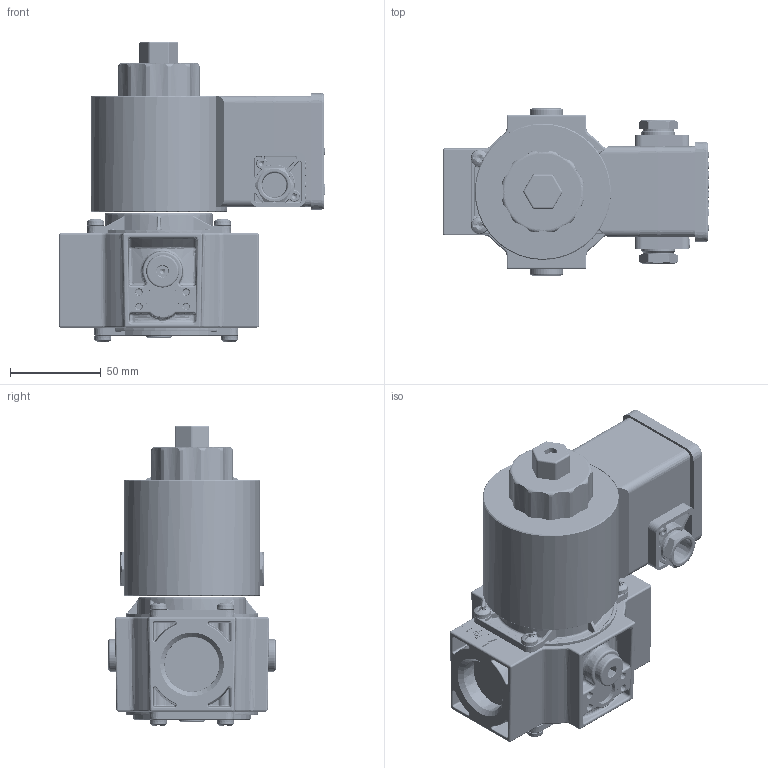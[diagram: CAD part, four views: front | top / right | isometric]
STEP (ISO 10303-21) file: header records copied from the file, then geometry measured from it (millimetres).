
FILE_DESCRIPTION(/* description */ (''),/* implementation_level */ '2;1');
FILE_NAME(/* name */ '013490.ipt.step',/* time_stamp */ '2015-12-15T07:11:31+01:00',/* author */ ('JT'),/* organization */ (''),/* preprocessor_version */ 'ST-DEVELOPER v15.2',/* originating_system */ 'Autodesk Inventor 2014',/* authorisation */ '');
FILE_SCHEMA (('AUTOMOTIVE_DESIGN { 1 0 10303 214 3 1 1 }'));
Length unit declared in the file: millimetre
Products named in the file (1): 013490
Bounding box: 146.47 x 92 x 165.7 mm (x, y, z)
Volume: 862516 mm3; surface area: 111051.9 mm2
Topology: 2 solids, 8 shells, 8575 faces, 22697 edges, 14152 vertices
Faces by surface type: bspline 4887, cylinder 1784, plane 886, cone 502, torus 386, sphere 130
Full cylindrical faces by diameter (mm): 2.5 x4, 3 x1, 3.6 x1, 4.2 x8, 5 x1, 5.3 x4, 9.73 x1, 13 x2, 13.16 x2, 14 x5, 17 x4, 17.26 x2, 18 x4, 18.6 x2, 75 x1
Entity records: 414524 total; most frequent: CARTESIAN_POINT 231966, ORIENTED_EDGE 43986, DIRECTION 26152, EDGE_CURVE 21993, VERTEX_POINT 13878, AXIS2_PLACEMENT_3D 11105, B_SPLINE_CURVE_WITH_KNOTS 10387, EDGE_LOOP 8859
